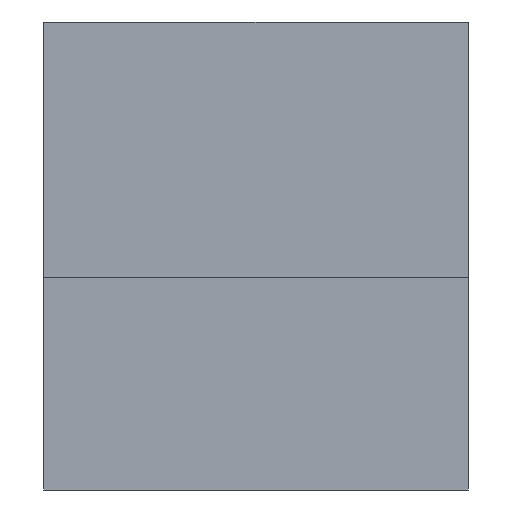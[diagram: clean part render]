
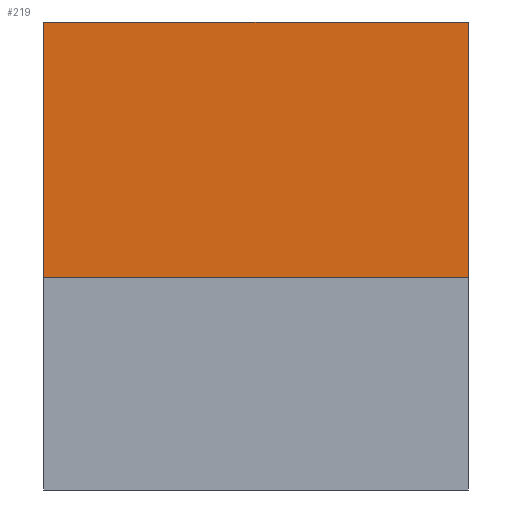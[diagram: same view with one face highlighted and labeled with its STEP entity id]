
A CAD part, front view. The second image highlights one B-rep face of the part: STEP entity #219.
In plain terms, the highlighted planar face has unit normal (0, -1, 0).
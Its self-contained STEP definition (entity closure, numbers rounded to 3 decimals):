
#56=FACE_OUTER_BOUND('',#66,.T.);
#66=EDGE_LOOP('',(#190,#191,#192,#193));
#70=LINE('',#344,#92);
#77=LINE('',#360,#99);
#90=LINE('',#387,#112);
#91=LINE('',#389,#113);
#92=VECTOR('',#270,10.);
#99=VECTOR('',#281,10.);
#112=VECTOR('',#308,10.);
#113=VECTOR('',#311,10.);
#114=VERTEX_POINT('',#342);
#115=VERTEX_POINT('',#343);
#122=VERTEX_POINT('',#359);
#129=VERTEX_POINT('',#385);
#130=EDGE_CURVE('',#114,#115,#70,.T.);
#138=EDGE_CURVE('',#122,#115,#77,.T.);
#152=EDGE_CURVE('',#114,#129,#90,.T.);
#153=EDGE_CURVE('',#122,#129,#91,.T.);
#190=ORIENTED_EDGE('',*,*,#152,.T.);
#191=ORIENTED_EDGE('',*,*,#153,.F.);
#192=ORIENTED_EDGE('',*,*,#138,.T.);
#193=ORIENTED_EDGE('',*,*,#130,.F.);
#209=PLANE('',#251);
#219=ADVANCED_FACE('',(#56),#209,.T.);
#251=AXIS2_PLACEMENT_3D('',#388,#309,#310);
#270=DIRECTION('',(0.,0.,1.));
#281=DIRECTION('',(-1.,0.,0.));
#308=DIRECTION('',(1.,0.,0.));
#309=DIRECTION('center_axis',(0.,-1.,0.));
#310=DIRECTION('ref_axis',(0.,0.,-1.));
#311=DIRECTION('',(0.,0.,-1.));
#342=CARTESIAN_POINT('',(-30.,-35.,-66.));
#343=CARTESIAN_POINT('',(-30.,-35.,-29.85));
#344=CARTESIAN_POINT('',(-30.,-35.,-29.85));
#359=CARTESIAN_POINT('',(30.,-35.,-29.85));
#360=CARTESIAN_POINT('',(0.,-35.,-29.85));
#385=CARTESIAN_POINT('',(30.,-35.,-66.));
#387=CARTESIAN_POINT('',(0.,-35.,-66.));
#388=CARTESIAN_POINT('Origin',(0.,-35.,-29.85));
#389=CARTESIAN_POINT('',(30.,-35.,-29.85));
